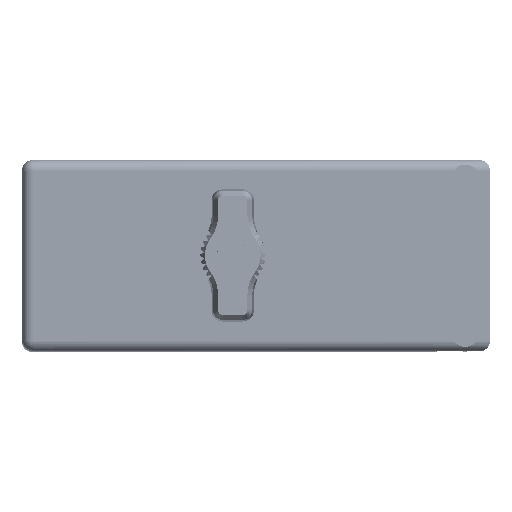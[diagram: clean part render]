
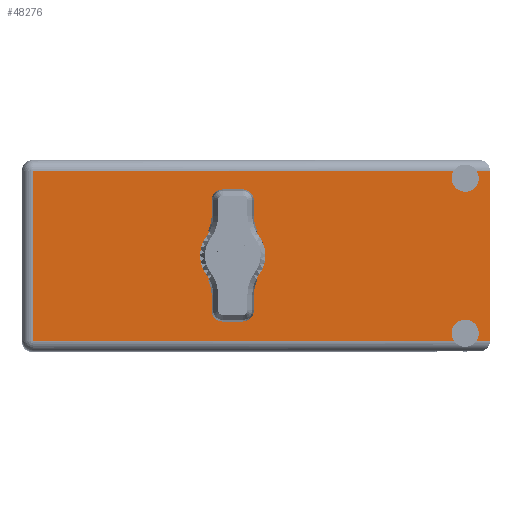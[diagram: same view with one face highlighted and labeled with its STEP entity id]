
A CAD part, top view. The second image highlights one B-rep face of the part: STEP entity #48276.
In plain terms, the highlighted face is planar.
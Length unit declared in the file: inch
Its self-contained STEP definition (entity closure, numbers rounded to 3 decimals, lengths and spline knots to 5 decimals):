
#656 = VECTOR ( 'NONE', #74332, 39.37008 ) ;
#1340 = EDGE_CURVE ( 'NONE', #98321, #59590, #83817, .T. ) ;
#1363 = CARTESIAN_POINT ( 'NONE',  ( 3.018, 1.775, -0.07 ) ) ;
#1654 = EDGE_CURVE ( 'NONE', #8789, #61121, #32459, .T. ) ;
#1678 = ORIENTED_EDGE ( 'NONE', *, *, #76389, .F. ) ;
#2393 = AXIS2_PLACEMENT_3D ( 'NONE', #59396, #83362, #45407 ) ;
#3496 = CARTESIAN_POINT ( 'NONE',  ( 2.78419, 1.775, -0.07 ) ) ;
#5149 = EDGE_CURVE ( 'NONE', #98321, #27439, #17470, .T. ) ;
#6506 = DIRECTION ( 'NONE',  ( -1., 0., 0. ) ) ;
#6778 = ORIENTED_EDGE ( 'NONE', *, *, #65019, .T. ) ;
#7268 = DIRECTION ( 'NONE',  ( 0., 1., 0. ) ) ;
#8282 = DIRECTION ( 'NONE',  ( 0., 1., 0. ) ) ;
#8789 = VERTEX_POINT ( 'NONE', #27920 ) ;
#11300 = ORIENTED_EDGE ( 'NONE', *, *, #44186, .F. ) ;
#11787 = DIRECTION ( 'NONE',  ( 0., 1., 0. ) ) ;
#14241 = DIRECTION ( 'NONE',  ( 0., 1., 0. ) ) ;
#15383 = ORIENTED_EDGE ( 'NONE', *, *, #35357, .T. ) ;
#16453 = DIRECTION ( 'NONE',  ( 0., 1., 0. ) ) ;
#17470 = LINE ( 'NONE', #21252, #656 ) ;
#17935 = AXIS2_PLACEMENT_3D ( 'NONE', #30862, #16453, #54857 ) ;
#18892 = DIRECTION ( 'NONE',  ( 1., 0., 0. ) ) ;
#20268 = VECTOR ( 'NONE', #23603, 39.37008 ) ;
#21252 = CARTESIAN_POINT ( 'NONE',  ( 3.018, 1.775, 0. ) ) ;
#21305 = DIRECTION ( 'NONE',  ( 0., 0., 1. ) ) ;
#22348 = ORIENTED_EDGE ( 'NONE', *, *, #33216, .F. ) ;
#22562 = VERTEX_POINT ( 'NONE', #3496 ) ;
#23226 = VECTOR ( 'NONE', #27527, 39.37008 ) ;
#23603 = DIRECTION ( 'NONE',  ( 1., 0., 0. ) ) ;
#24187 = FACE_OUTER_BOUND ( 'NONE', #98330, .T. ) ;
#24266 = AXIS2_PLACEMENT_3D ( 'NONE', #83743, #8282, #39437 ) ;
#25077 = ORIENTED_EDGE ( 'NONE', *, *, #60940, .F. ) ;
#27439 = VERTEX_POINT ( 'NONE', #1363 ) ;
#27527 = DIRECTION ( 'NONE',  ( 0., 0., 1. ) ) ;
#27920 = CARTESIAN_POINT ( 'NONE',  ( 2.78419, 1.775, -1.164 ) ) ;
#30133 = VECTOR ( 'NONE', #91245, 39.37008 ) ;
#30862 = CARTESIAN_POINT ( 'NONE',  ( 2.858, 1.775, -1.117 ) ) ;
#32459 = CIRCLE ( 'NONE', #17935, 0.0875 ) ;
#33066 = ORIENTED_EDGE ( 'NONE', *, *, #5149, .F. ) ;
#33088 = ORIENTED_EDGE ( 'NONE', *, *, #1654, .F. ) ;
#33216 = EDGE_CURVE ( 'NONE', #74331, #22562, #73788, .T. ) ;
#35357 = EDGE_CURVE ( 'NONE', #56410, #53181, #80472, .T. ) ;
#37057 = LINE ( 'NONE', #82645, #97850 ) ;
#38666 = CIRCLE ( 'NONE', #90919, 0.0875 ) ;
#39437 = DIRECTION ( 'NONE',  ( 0., 0., 1. ) ) ;
#39544 = EDGE_CURVE ( 'NONE', #48044, #27439, #81168, .T. ) ;
#40327 = LINE ( 'NONE', #40694, #76053 ) ;
#40483 = ORIENTED_EDGE ( 'NONE', *, *, #58595, .F. ) ;
#40694 = CARTESIAN_POINT ( 'NONE',  ( 3.018, 1.775, -0.07 ) ) ;
#42530 = ORIENTED_EDGE ( 'NONE', *, *, #63284, .T. ) ;
#42607 = DIRECTION ( 'NONE',  ( 0., 0., 1. ) ) ;
#44186 = EDGE_CURVE ( 'NONE', #48044, #74331, #91684, .T. ) ;
#45407 = DIRECTION ( 'NONE',  ( 0., 0., 1. ) ) ;
#48044 = VERTEX_POINT ( 'NONE', #71041 ) ;
#48276 = ADVANCED_FACE ( 'NONE', ( #67267, #24187 ), #98616, .T. ) ;
#50910 = CARTESIAN_POINT ( 'NONE',  ( 2.858, 1.775, -0.117 ) ) ;
#50986 = CARTESIAN_POINT ( 'NONE',  ( 0.07, 1.775, -0.07 ) ) ;
#52313 = CARTESIAN_POINT ( 'NONE',  ( 0., 1.775, -1.234 ) ) ;
#52714 = AXIS2_PLACEMENT_3D ( 'NONE', #52313, #14241, #67668 ) ;
#53024 = CARTESIAN_POINT ( 'NONE',  ( 3.018, 1.775, -0.07 ) ) ;
#53181 = VERTEX_POINT ( 'NONE', #50986 ) ;
#54857 = DIRECTION ( 'NONE',  ( 0., 0., 1. ) ) ;
#56410 = VERTEX_POINT ( 'NONE', #88178 ) ;
#57845 = CARTESIAN_POINT ( 'NONE',  ( 3.018, 1.775, -1.164 ) ) ;
#58381 = CARTESIAN_POINT ( 'NONE',  ( 2.858, 1.775, -1.117 ) ) ;
#58595 = EDGE_CURVE ( 'NONE', #94884, #83703, #96086, .T. ) ;
#59396 = CARTESIAN_POINT ( 'NONE',  ( 1.359, 1.775, -0.617 ) ) ;
#59590 = VERTEX_POINT ( 'NONE', #61134 ) ;
#60940 = EDGE_CURVE ( 'NONE', #83703, #94884, #67181, .T. ) ;
#61121 = VERTEX_POINT ( 'NONE', #85047 ) ;
#61134 = CARTESIAN_POINT ( 'NONE',  ( 2.93181, 1.775, -1.164 ) ) ;
#61708 = DIRECTION ( 'NONE',  ( 0., 0., 1. ) ) ;
#61897 = CARTESIAN_POINT ( 'NONE',  ( 0., 1.775, -1.164 ) ) ;
#62086 = AXIS2_PLACEMENT_3D ( 'NONE', #50910, #11787, #42607 ) ;
#63284 = EDGE_CURVE ( 'NONE', #8789, #56410, #37057, .T. ) ;
#64318 = CARTESIAN_POINT ( 'NONE',  ( 1.359, 1.775, -0.492 ) ) ;
#65019 = EDGE_CURVE ( 'NONE', #53181, #22562, #40327, .T. ) ;
#67181 = CIRCLE ( 'NONE', #90389, 0.125 ) ;
#67267 = FACE_BOUND ( 'NONE', #75024, .T. ) ;
#67668 = DIRECTION ( 'NONE',  ( 0., 0., 1. ) ) ;
#71041 = CARTESIAN_POINT ( 'NONE',  ( 2.93181, 1.775, -0.07 ) ) ;
#73262 = CARTESIAN_POINT ( 'NONE',  ( 0.07, 1.775, -1.234 ) ) ;
#73788 = CIRCLE ( 'NONE', #24266, 0.0875 ) ;
#74331 = VERTEX_POINT ( 'NONE', #96059 ) ;
#74332 = DIRECTION ( 'NONE',  ( 0., 0., 1. ) ) ;
#75024 = EDGE_LOOP ( 'NONE', ( #40483, #25077 ) ) ;
#76053 = VECTOR ( 'NONE', #18892, 39.37008 ) ;
#76389 = EDGE_CURVE ( 'NONE', #61121, #59590, #38666, .T. ) ;
#79615 = ORIENTED_EDGE ( 'NONE', *, *, #39544, .T. ) ;
#80472 = LINE ( 'NONE', #73262, #23226 ) ;
#81168 = LINE ( 'NONE', #53024, #20268 ) ;
#82645 = CARTESIAN_POINT ( 'NONE',  ( 0., 1.775, -1.164 ) ) ;
#83362 = DIRECTION ( 'NONE',  ( 0., 1., 0. ) ) ;
#83703 = VERTEX_POINT ( 'NONE', #97655 ) ;
#83743 = CARTESIAN_POINT ( 'NONE',  ( 2.858, 1.775, -0.117 ) ) ;
#83817 = LINE ( 'NONE', #61897, #30133 ) ;
#85047 = CARTESIAN_POINT ( 'NONE',  ( 2.858, 1.775, -1.0295 ) ) ;
#88178 = CARTESIAN_POINT ( 'NONE',  ( 0.07, 1.775, -1.164 ) ) ;
#89403 = DIRECTION ( 'NONE',  ( 0., 1., 0. ) ) ;
#90389 = AXIS2_PLACEMENT_3D ( 'NONE', #91718, #7268, #61708 ) ;
#90919 = AXIS2_PLACEMENT_3D ( 'NONE', #58381, #89403, #21305 ) ;
#91245 = DIRECTION ( 'NONE',  ( -1., 0., 0. ) ) ;
#91684 = CIRCLE ( 'NONE', #62086, 0.0875 ) ;
#91718 = CARTESIAN_POINT ( 'NONE',  ( 1.359, 1.775, -0.617 ) ) ;
#94884 = VERTEX_POINT ( 'NONE', #64318 ) ;
#96059 = CARTESIAN_POINT ( 'NONE',  ( 2.858, 1.775, -0.2045 ) ) ;
#96086 = CIRCLE ( 'NONE', #2393, 0.125 ) ;
#96991 = ORIENTED_EDGE ( 'NONE', *, *, #1340, .T. ) ;
#97655 = CARTESIAN_POINT ( 'NONE',  ( 1.359, 1.775, -0.742 ) ) ;
#97850 = VECTOR ( 'NONE', #6506, 39.37008 ) ;
#98321 = VERTEX_POINT ( 'NONE', #57845 ) ;
#98330 = EDGE_LOOP ( 'NONE', ( #6778, #22348, #11300, #79615, #33066, #96991, #1678, #33088, #42530, #15383 ) ) ;
#98616 = PLANE ( 'NONE',  #52714 ) ;
